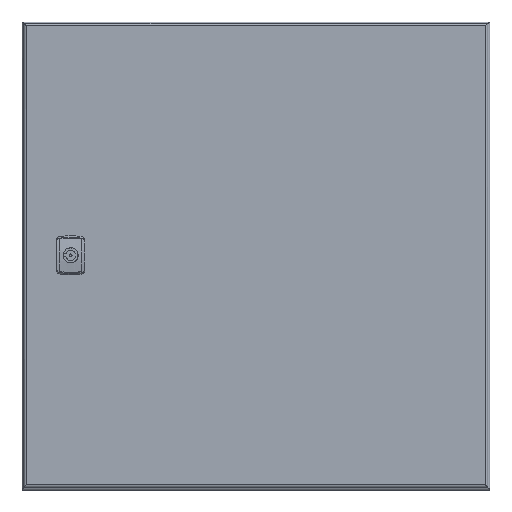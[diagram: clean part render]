
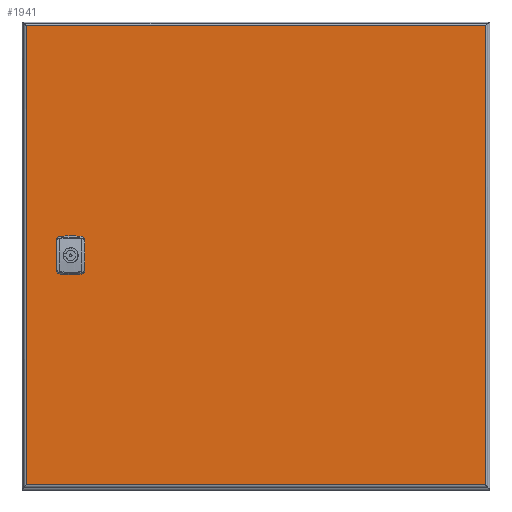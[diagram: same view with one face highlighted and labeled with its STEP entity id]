
A CAD part, top view. The second image highlights one B-rep face of the part: STEP entity #1941.
In plain terms, the highlighted planar face has unit normal (0, 0, 1).
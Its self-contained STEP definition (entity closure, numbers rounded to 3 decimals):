
#1941 = ADVANCED_FACE( '', ( #4219, #4220 ), #4221, .F. );
#4219 = FACE_BOUND( '', #6598, .T. );
#4220 = FACE_OUTER_BOUND( '', #6599, .T. );
#4221 = PLANE( '', #6600 );
#6598 = EDGE_LOOP( '', ( #11530, #11531, #11532, #11533, #11534, #11535, #11536, #11537, #11538, #11539, #11540, #11541, #11542, #11543, #11544, #11545 ) );
#6599 = EDGE_LOOP( '', ( #11546, #11547, #11548, #11549 ) );
#6600 = AXIS2_PLACEMENT_3D( '', #11550, #11551, #11552 );
#11530 = ORIENTED_EDGE( '', *, *, #13155, .F. );
#11531 = ORIENTED_EDGE( '', *, *, #13708, .F. );
#11532 = ORIENTED_EDGE( '', *, *, #13133, .F. );
#11533 = ORIENTED_EDGE( '', *, *, #14360, .F. );
#11534 = ORIENTED_EDGE( '', *, *, #14300, .F. );
#11535 = ORIENTED_EDGE( '', *, *, #14136, .F. );
#11536 = ORIENTED_EDGE( '', *, *, #13229, .F. );
#11537 = ORIENTED_EDGE( '', *, *, #14184, .F. );
#11538 = ORIENTED_EDGE( '', *, *, #14361, .F. );
#11539 = ORIENTED_EDGE( '', *, *, #13400, .F. );
#11540 = ORIENTED_EDGE( '', *, *, #14362, .F. );
#11541 = ORIENTED_EDGE( '', *, *, #14269, .F. );
#11542 = ORIENTED_EDGE( '', *, *, #13453, .F. );
#11543 = ORIENTED_EDGE( '', *, *, #12493, .F. );
#11544 = ORIENTED_EDGE( '', *, *, #13456, .F. );
#11545 = ORIENTED_EDGE( '', *, *, #14363, .F. );
#11546 = ORIENTED_EDGE( '', *, *, #14100, .F. );
#11547 = ORIENTED_EDGE( '', *, *, #13120, .F. );
#11548 = ORIENTED_EDGE( '', *, *, #14197, .T. );
#11549 = ORIENTED_EDGE( '', *, *, #14364, .T. );
#11550 = CARTESIAN_POINT( '', ( -248., 248., 0. ) );
#11551 = DIRECTION( '', ( 0., 0., -1. ) );
#11552 = DIRECTION( '', ( -1., 0., 0. ) );
#12493 = EDGE_CURVE( '', #14602, #14603, #14604, .T. );
#13120 = EDGE_CURVE( '', #15670, #15672, #15673, .T. );
#13133 = EDGE_CURVE( '', #15688, #15689, #15690, .T. );
#13155 = EDGE_CURVE( '', #15721, #15722, #15723, .T. );
#13229 = EDGE_CURVE( '', #15839, #15840, #15841, .T. );
#13400 = EDGE_CURVE( '', #16109, #16110, #16111, .T. );
#13453 = EDGE_CURVE( '', #14603, #16189, #16190, .T. );
#13456 = EDGE_CURVE( '', #16193, #14602, #16194, .T. );
#13708 = EDGE_CURVE( '', #15689, #15721, #16559, .T. );
#14100 = EDGE_CURVE( '', #15672, #17098, #17099, .T. );
#14136 = EDGE_CURVE( '', #15840, #17142, #17143, .T. );
#14184 = EDGE_CURVE( '', #17199, #15839, #17200, .T. );
#14197 = EDGE_CURVE( '', #15670, #17214, #17215, .T. );
#14269 = EDGE_CURVE( '', #16189, #17303, #17304, .T. );
#14300 = EDGE_CURVE( '', #17142, #17343, #17344, .T. );
#14360 = EDGE_CURVE( '', #17343, #15688, #17417, .T. );
#14361 = EDGE_CURVE( '', #16110, #17199, #17418, .T. );
#14362 = EDGE_CURVE( '', #17303, #16109, #17419, .T. );
#14363 = EDGE_CURVE( '', #15722, #16193, #17420, .T. );
#14364 = EDGE_CURVE( '', #17214, #17098, #17421, .T. );
#14602 = VERTEX_POINT( '', #17689 );
#14603 = VERTEX_POINT( '', #17690 );
#14604 = CIRCLE( '', #17691, 1.25 );
#15670 = VERTEX_POINT( '', #19164 );
#15672 = VERTEX_POINT( '', #19166 );
#15673 = LINE( '', #19167, #19168 );
#15688 = VERTEX_POINT( '', #19186 );
#15689 = VERTEX_POINT( '', #19187 );
#15690 = CIRCLE( '', #19188, 11.3 );
#15721 = VERTEX_POINT( '', #19228 );
#15722 = VERTEX_POINT( '', #19229 );
#15723 = CIRCLE( '', #19230, 11.3 );
#15839 = VERTEX_POINT( '', #19382 );
#15840 = VERTEX_POINT( '', #19383 );
#15841 = LINE( '', #19384, #19385 );
#16109 = VERTEX_POINT( '', #19736 );
#16110 = VERTEX_POINT( '', #19737 );
#16111 = LINE( '', #19738, #19739 );
#16189 = VERTEX_POINT( '', #19942 );
#16190 = LINE( '', #19943, #19944 );
#16193 = VERTEX_POINT( '', #19948 );
#16194 = LINE( '', #19949, #19950 );
#16559 = LINE( '', #20437, #20438 );
#17098 = VERTEX_POINT( '', #21147 );
#17099 = LINE( '', #21148, #21149 );
#17142 = VERTEX_POINT( '', #21203 );
#17143 = CIRCLE( '', #21204, 1.25 );
#17199 = VERTEX_POINT( '', #21280 );
#17200 = LINE( '', #21281, #21282 );
#17214 = VERTEX_POINT( '', #21298 );
#17215 = LINE( '', #21299, #21300 );
#17303 = VERTEX_POINT( '', #21421 );
#17304 = LINE( '', #21422, #21423 );
#17343 = VERTEX_POINT( '', #21468 );
#17344 = LINE( '', #21469, #21470 );
#17417 = LINE( '', #21562, #21563 );
#17418 = CIRCLE( '', #21564, 11.3 );
#17419 = CIRCLE( '', #21565, 11.3 );
#17420 = LINE( '', #21566, #21567 );
#17421 = LINE( '', #21568, #21569 );
#17689 = CARTESIAN_POINT( '', ( -199.05, -10.75, 0. ) );
#17690 = CARTESIAN_POINT( '', ( -196.55, -10.75, 0. ) );
#17691 = AXIS2_PLACEMENT_3D( '', #21826, #21827, #21828 );
#19164 = CARTESIAN_POINT( '', ( 245.5, 245.5, 0. ) );
#19166 = CARTESIAN_POINT( '', ( 245.5, -245.5, 0. ) );
#19167 = CARTESIAN_POINT( '', ( 245.5, 248., 0. ) );
#19168 = VECTOR( '', #22685, 1000. );
#19186 = CARTESIAN_POINT( '', ( -202.767, 10.15, 0. ) );
#19187 = CARTESIAN_POINT( '', ( -207.95, 4.967, 0. ) );
#19188 = AXIS2_PLACEMENT_3D( '', #22698, #22699, #22700 );
#19228 = CARTESIAN_POINT( '', ( -207.95, -4.967, 0. ) );
#19229 = CARTESIAN_POINT( '', ( -202.767, -10.15, 0. ) );
#19230 = AXIS2_PLACEMENT_3D( '', #22728, #22729, #22730 );
#19382 = CARTESIAN_POINT( '', ( -196.55, 10.15, 0. ) );
#19383 = CARTESIAN_POINT( '', ( -196.55, 10.75, 0. ) );
#19384 = CARTESIAN_POINT( '', ( -196.55, 10.15, 0. ) );
#19385 = VECTOR( '', #22818, 1000. );
#19736 = CARTESIAN_POINT( '', ( -187.65, -4.967, 0. ) );
#19737 = CARTESIAN_POINT( '', ( -187.65, 4.967, 0. ) );
#19738 = CARTESIAN_POINT( '', ( -187.65, -4.967, 0. ) );
#19739 = VECTOR( '', #23057, 1000. );
#19942 = CARTESIAN_POINT( '', ( -196.55, -10.15, 0. ) );
#19943 = CARTESIAN_POINT( '', ( -196.55, -10.75, 0. ) );
#19944 = VECTOR( '', #23111, 1000. );
#19948 = CARTESIAN_POINT( '', ( -199.05, -10.15, 0. ) );
#19949 = CARTESIAN_POINT( '', ( -199.05, -10.15, 0. ) );
#19950 = VECTOR( '', #23113, 1000. );
#20437 = CARTESIAN_POINT( '', ( -207.95, 4.967, 0. ) );
#20438 = VECTOR( '', #23389, 1000. );
#21147 = CARTESIAN_POINT( '', ( -245.5, -245.5, 0. ) );
#21148 = CARTESIAN_POINT( '', ( 248., -245.5, 0. ) );
#21149 = VECTOR( '', #23869, 1000. );
#21203 = CARTESIAN_POINT( '', ( -199.05, 10.75, 0. ) );
#21204 = AXIS2_PLACEMENT_3D( '', #23902, #23903, #23904 );
#21280 = CARTESIAN_POINT( '', ( -192.833, 10.15, 0. ) );
#21281 = CARTESIAN_POINT( '', ( -192.833, 10.15, 0. ) );
#21282 = VECTOR( '', #23931, 1000. );
#21298 = CARTESIAN_POINT( '', ( -245.5, 245.5, 0. ) );
#21299 = CARTESIAN_POINT( '', ( 248., 245.5, 0. ) );
#21300 = VECTOR( '', #23940, 1000. );
#21421 = CARTESIAN_POINT( '', ( -192.833, -10.15, 0. ) );
#21422 = CARTESIAN_POINT( '', ( -196.55, -10.15, 0. ) );
#21423 = VECTOR( '', #23983, 1000. );
#21468 = CARTESIAN_POINT( '', ( -199.05, 10.15, 0. ) );
#21469 = CARTESIAN_POINT( '', ( -199.05, 10.75, 0. ) );
#21470 = VECTOR( '', #24011, 1000. );
#21562 = CARTESIAN_POINT( '', ( -199.05, 10.15, 0. ) );
#21563 = VECTOR( '', #24067, 1000. );
#21564 = AXIS2_PLACEMENT_3D( '', #24068, #24069, #24070 );
#21565 = AXIS2_PLACEMENT_3D( '', #24071, #24072, #24073 );
#21566 = CARTESIAN_POINT( '', ( -202.767, -10.15, 0. ) );
#21567 = VECTOR( '', #24074, 1000. );
#21568 = CARTESIAN_POINT( '', ( -245.5, 248., 0. ) );
#21569 = VECTOR( '', #24075, 1000. );
#21826 = CARTESIAN_POINT( '', ( -197.8, -10.75, 0. ) );
#21827 = DIRECTION( '', ( 0., 0., 1. ) );
#21828 = DIRECTION( '', ( 1., 0., 0. ) );
#22685 = DIRECTION( '', ( 0., -1., 0. ) );
#22698 = CARTESIAN_POINT( '', ( -197.8, 0., 0. ) );
#22699 = DIRECTION( '', ( 0., 0., 1. ) );
#22700 = DIRECTION( '', ( 1., 0., 0. ) );
#22728 = CARTESIAN_POINT( '', ( -197.8, 0., 0. ) );
#22729 = DIRECTION( '', ( 0., 0., 1. ) );
#22730 = DIRECTION( '', ( 1., 0., 0. ) );
#22818 = DIRECTION( '', ( 0., 1., 0. ) );
#23057 = DIRECTION( '', ( 0., 1., 0. ) );
#23111 = DIRECTION( '', ( 0., 1., 0. ) );
#23113 = DIRECTION( '', ( 0., -1., 0. ) );
#23389 = DIRECTION( '', ( 0., -1., 0. ) );
#23869 = DIRECTION( '', ( -1., 0., 0. ) );
#23902 = CARTESIAN_POINT( '', ( -197.8, 10.75, 0. ) );
#23903 = DIRECTION( '', ( 0., 0., 1. ) );
#23904 = DIRECTION( '', ( 1., 0., 0. ) );
#23931 = DIRECTION( '', ( -1., 0., 0. ) );
#23940 = DIRECTION( '', ( -1., 0., 0. ) );
#23983 = DIRECTION( '', ( 1., 0., 0. ) );
#24011 = DIRECTION( '', ( 0., -1., 0. ) );
#24067 = DIRECTION( '', ( -1., 0., 0. ) );
#24068 = CARTESIAN_POINT( '', ( -197.8, 0., 0. ) );
#24069 = DIRECTION( '', ( 0., 0., 1. ) );
#24070 = DIRECTION( '', ( 1., 0., 0. ) );
#24071 = CARTESIAN_POINT( '', ( -197.8, 0., 0. ) );
#24072 = DIRECTION( '', ( 0., 0., 1. ) );
#24073 = DIRECTION( '', ( 1., 0., 0. ) );
#24074 = DIRECTION( '', ( 1., 0., 0. ) );
#24075 = DIRECTION( '', ( 0., -1., 0. ) );
